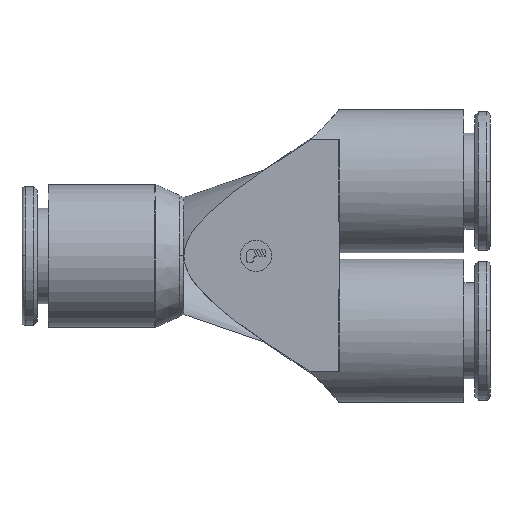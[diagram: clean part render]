
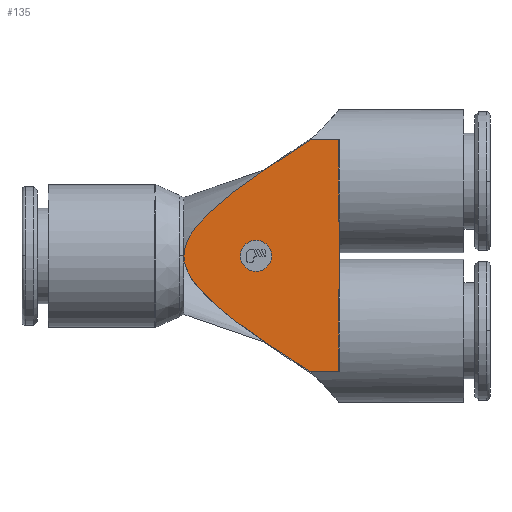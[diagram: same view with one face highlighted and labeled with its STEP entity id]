
A CAD part, top view. The second image highlights one B-rep face of the part: STEP entity #135.
In plain terms, the highlighted planar face has unit normal (0, 0, 1).
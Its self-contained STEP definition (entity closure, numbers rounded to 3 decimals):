
#135=ADVANCED_FACE('',(#345,#346),#347,.T.);
#345=FACE_BOUND('',#580,.T.);
#346=FACE_OUTER_BOUND('',#581,.T.);
#347=PLANE('',#582);
#580=EDGE_LOOP('',(#1323,#1324));
#581=EDGE_LOOP('',(#1325,#1326,#1327,#1328,#1329,#1330,#1331,#1332,#1333,#1334,#1335,#1336,#1337,#1338,#1339));
#582=AXIS2_PLACEMENT_3D('',#1340,#1341,#1342);
#1323=ORIENTED_EDGE('',*,*,#1681,.T.);
#1324=ORIENTED_EDGE('',*,*,#1739,.T.);
#1325=ORIENTED_EDGE('',*,*,#1779,.T.);
#1326=ORIENTED_EDGE('',*,*,#1775,.T.);
#1327=ORIENTED_EDGE('',*,*,#1782,.F.);
#1328=ORIENTED_EDGE('',*,*,#1777,.T.);
#1329=ORIENTED_EDGE('',*,*,#1598,.T.);
#1330=ORIENTED_EDGE('',*,*,#1783,.F.);
#1331=ORIENTED_EDGE('',*,*,#1784,.F.);
#1332=ORIENTED_EDGE('',*,*,#1785,.F.);
#1333=ORIENTED_EDGE('',*,*,#1786,.F.);
#1334=ORIENTED_EDGE('',*,*,#1787,.T.);
#1335=ORIENTED_EDGE('',*,*,#1788,.T.);
#1336=ORIENTED_EDGE('',*,*,#1789,.F.);
#1337=ORIENTED_EDGE('',*,*,#1790,.T.);
#1338=ORIENTED_EDGE('',*,*,#1580,.T.);
#1339=ORIENTED_EDGE('',*,*,#1791,.F.);
#1340=CARTESIAN_POINT('',(26.18,0.,6.55));
#1341=DIRECTION('',(0.0,0.0,1.0));
#1342=DIRECTION('',(0.,-1.0,0.0));
#1580=EDGE_CURVE('',#1912,#1910,#1913,.T.);
#1598=EDGE_CURVE('',#1943,#1941,#1944,.T.);
#1681=EDGE_CURVE('',#2093,#2097,#2099,.T.);
#1739=EDGE_CURVE('',#2097,#2093,#2195,.T.);
#1775=EDGE_CURVE('',#2236,#2234,#2237,.T.);
#1777=EDGE_CURVE('',#2239,#1943,#2240,.T.);
#1779=EDGE_CURVE('',#2242,#2236,#2243,.T.);
#1782=EDGE_CURVE('',#2239,#2234,#2246,.T.);
#1783=EDGE_CURVE('',#2247,#1941,#2248,.T.);
#1784=EDGE_CURVE('',#1843,#2247,#2249,.T.);
#1785=EDGE_CURVE('',#2250,#1843,#2251,.T.);
#1786=EDGE_CURVE('',#2252,#2250,#2253,.T.);
#1787=EDGE_CURVE('',#2252,#2254,#2255,.T.);
#1788=EDGE_CURVE('',#2254,#2256,#2257,.T.);
#1789=EDGE_CURVE('',#2258,#2256,#2259,.T.);
#1790=EDGE_CURVE('',#2258,#1912,#2260,.T.);
#1791=EDGE_CURVE('',#2242,#1910,#2261,.T.);
#1843=VERTEX_POINT('',#2318);
#1910=VERTEX_POINT('',#2491);
#1912=VERTEX_POINT('',#2493);
#1913=B_SPLINE_CURVE_WITH_KNOTS('',3,(#2494,#2495,#2496,#2497,#2498,#2499,#2500,#2501,#2502),.UNSPECIFIED.,.F.,.F.,(4,2,3,4),(-0.182,-0.091,0.0,0.091),.UNSPECIFIED.);
#1941=VERTEX_POINT('',#2585);
#1943=VERTEX_POINT('',#2587);
#1944=B_SPLINE_CURVE_WITH_KNOTS('',3,(#2588,#2589,#2590,#2591,#2592,#2593,#2594,#2595,#2596),.UNSPECIFIED.,.F.,.F.,(4,2,3,4),(-0.182,-0.091,0.0,0.091),.UNSPECIFIED.);
#2093=VERTEX_POINT('',#2798);
#2097=VERTEX_POINT('',#2803);
#2099=CIRCLE('',#2806,1.75);
#2195=CIRCLE('',#2947,1.75);
#2234=VERTEX_POINT('',#3016);
#2236=VERTEX_POINT('',#3018);
#2237=(B_SPLINE_CURVE(2,(#3020,#3021,#3022),.UNSPECIFIED.,.F.,.F.)B_SPLINE_CURVE_WITH_KNOTS((3,3),(0.0,1.328),.UNSPECIFIED.)RATIONAL_B_SPLINE_CURVE((1.0,1.004,1.0))BOUNDED_CURVE()REPRESENTATION_ITEM('')GEOMETRIC_REPRESENTATION_ITEM()CURVE());
#2239=VERTEX_POINT('',#3030);
#2240=(B_SPLINE_CURVE(2,(#3032,#3033,#3034),.UNSPECIFIED.,.F.,.F.)B_SPLINE_CURVE_WITH_KNOTS((3,3),(0.0,1.328),.UNSPECIFIED.)RATIONAL_B_SPLINE_CURVE((1.0,1.004,1.0))BOUNDED_CURVE()REPRESENTATION_ITEM('')GEOMETRIC_REPRESENTATION_ITEM()CURVE());
#2242=VERTEX_POINT('',#3042);
#2243=B_SPLINE_CURVE_WITH_KNOTS('',3,(#3043,#3044,#3045,#3046,#3047,#3048,#3049,#3050,#3051),.UNSPECIFIED.,.F.,.F.,(4,3,2,4),(-0.091,0.0,0.091,0.182),.UNSPECIFIED.);
#2246=LINE('',#3054,#3055);
#2247=VERTEX_POINT('',#3056);
#2248=LINE('',#3057,#3058);
#2249=(B_SPLINE_CURVE(2,(#3060,#3061,#3062,#3063,#3064),.UNSPECIFIED.,.F.,.F.)B_SPLINE_CURVE_WITH_KNOTS((3,2,3),(0.0,23.347,46.693),.UNSPECIFIED.)RATIONAL_B_SPLINE_CURVE((1.0,1.323,1.0,1.323,1.0))BOUNDED_CURVE()REPRESENTATION_ITEM('')GEOMETRIC_REPRESENTATION_ITEM()CURVE());
#2250=VERTEX_POINT('',#3071);
#2251=(B_SPLINE_CURVE(2,(#3073,#3074,#3075,#3076,#3077),.UNSPECIFIED.,.F.,.F.)B_SPLINE_CURVE_WITH_KNOTS((3,2,3),(0.0,23.347,46.693),.UNSPECIFIED.)RATIONAL_B_SPLINE_CURVE((1.0,1.323,1.0,1.323,1.0))BOUNDED_CURVE()REPRESENTATION_ITEM('')GEOMETRIC_REPRESENTATION_ITEM()CURVE());
#2252=VERTEX_POINT('',#3084);
#2253=LINE('',#3085,#3086);
#2254=VERTEX_POINT('',#3087);
#2255=B_SPLINE_CURVE_WITH_KNOTS('',3,(#3088,#3089,#3090,#3091,#3092,#3093,#3094,#3095,#3096),.UNSPECIFIED.,.F.,.F.,(4,3,2,4),(-0.091,0.0,0.091,0.182),.UNSPECIFIED.);
#2256=VERTEX_POINT('',#3097);
#2257=(B_SPLINE_CURVE(2,(#3099,#3100,#3101),.UNSPECIFIED.,.F.,.F.)B_SPLINE_CURVE_WITH_KNOTS((3,3),(0.0,1.323),.UNSPECIFIED.)RATIONAL_B_SPLINE_CURVE((1.0,1.004,1.0))BOUNDED_CURVE()REPRESENTATION_ITEM('')GEOMETRIC_REPRESENTATION_ITEM()CURVE());
#2258=VERTEX_POINT('',#3108);
#2259=LINE('',#3109,#3110);
#2260=(B_SPLINE_CURVE(2,(#3112,#3113,#3114),.UNSPECIFIED.,.F.,.F.)B_SPLINE_CURVE_WITH_KNOTS((3,3),(0.0,1.323),.UNSPECIFIED.)RATIONAL_B_SPLINE_CURVE((1.0,1.004,1.0))BOUNDED_CURVE()REPRESENTATION_ITEM('')GEOMETRIC_REPRESENTATION_ITEM()CURVE());
#2261=LINE('',#3121,#3122);
#2318=CARTESIAN_POINT('',(18.12,0.,6.55));
#2491=CARTESIAN_POINT('',(35.53,-3.78,6.55));
#2493=CARTESIAN_POINT('',(35.425,-3.796,6.55));
#2494=CARTESIAN_POINT('',(35.346,-3.83,6.55));
#2495=CARTESIAN_POINT('',(35.373,-3.815,6.55));
#2496=CARTESIAN_POINT('',(35.403,-3.802,6.55));
#2497=CARTESIAN_POINT('',(35.467,-3.784,6.55));
#2498=CARTESIAN_POINT('',(35.5,-3.78,6.55));
#2499=CARTESIAN_POINT('',(35.53,-3.78,6.55));
#2500=CARTESIAN_POINT('',(35.56,-3.78,6.55));
#2501=CARTESIAN_POINT('',(35.593,-3.784,6.55));
#2502=CARTESIAN_POINT('',(35.625,-3.793,6.55));
#2585=CARTESIAN_POINT('',(35.53,12.97,6.55));
#2587=CARTESIAN_POINT('',(35.425,12.954,6.55));
#2588=CARTESIAN_POINT('',(35.346,12.92,6.55));
#2589=CARTESIAN_POINT('',(35.373,12.935,6.55));
#2590=CARTESIAN_POINT('',(35.403,12.948,6.55));
#2591=CARTESIAN_POINT('',(35.467,12.966,6.55));
#2592=CARTESIAN_POINT('',(35.5,12.97,6.55));
#2593=CARTESIAN_POINT('',(35.53,12.97,6.55));
#2594=CARTESIAN_POINT('',(35.56,12.97,6.55));
#2595=CARTESIAN_POINT('',(35.593,12.966,6.55));
#2596=CARTESIAN_POINT('',(35.625,12.957,6.55));
#2798=CARTESIAN_POINT('',(27.93,0.0,6.55));
#2803=CARTESIAN_POINT('',(24.43,0.,6.55));
#2806=AXIS2_PLACEMENT_3D('',#3558,#3559,#3560);
#2947=AXIS2_PLACEMENT_3D('',#3642,#3643,#3644);
#3016=CARTESIAN_POINT('',(35.53,5.115,6.55));
#3018=CARTESIAN_POINT('',(35.425,3.796,6.55));
#3020=CARTESIAN_POINT('',(35.425,3.796,6.55));
#3021=CARTESIAN_POINT('',(35.487,4.487,6.55));
#3022=CARTESIAN_POINT('',(35.53,5.12,6.55));
#3030=CARTESIAN_POINT('',(35.53,11.635,6.55));
#3032=CARTESIAN_POINT('',(35.53,11.63,6.55));
#3033=CARTESIAN_POINT('',(35.487,12.263,6.55));
#3034=CARTESIAN_POINT('',(35.425,12.954,6.55));
#3042=CARTESIAN_POINT('',(35.53,3.78,6.55));
#3043=CARTESIAN_POINT('',(35.625,3.793,6.55));
#3044=CARTESIAN_POINT('',(35.593,3.784,6.55));
#3045=CARTESIAN_POINT('',(35.56,3.78,6.55));
#3046=CARTESIAN_POINT('',(35.53,3.78,6.55));
#3047=CARTESIAN_POINT('',(35.5,3.78,6.55));
#3048=CARTESIAN_POINT('',(35.467,3.784,6.55));
#3049=CARTESIAN_POINT('',(35.403,3.802,6.55));
#3050=CARTESIAN_POINT('',(35.373,3.815,6.55));
#3051=CARTESIAN_POINT('',(35.346,3.83,6.55));
#3054=CARTESIAN_POINT('',(35.53,-4.094,6.55));
#3055=VECTOR('',#3753,1.0);
#3056=CARTESIAN_POINT('',(32.259,12.97,6.55));
#3057=CARTESIAN_POINT('',(26.825,12.97,6.55));
#3058=VECTOR('',#3754,1.0);
#3060=CARTESIAN_POINT('',(35.53,-15.009,6.55));
#3061=CARTESIAN_POINT('',(18.12,-4.288,6.55));
#3062=CARTESIAN_POINT('',(18.12,0.,6.55));
#3063=CARTESIAN_POINT('',(18.12,4.288,6.55));
#3064=CARTESIAN_POINT('',(35.53,15.009,6.55));
#3071=CARTESIAN_POINT('',(32.259,-12.97,6.55));
#3073=CARTESIAN_POINT('',(35.53,-15.009,6.55));
#3074=CARTESIAN_POINT('',(18.12,-4.288,6.55));
#3075=CARTESIAN_POINT('',(18.12,0.,6.55));
#3076=CARTESIAN_POINT('',(18.12,4.288,6.55));
#3077=CARTESIAN_POINT('',(35.53,15.009,6.55));
#3084=CARTESIAN_POINT('',(35.53,-12.97,6.55));
#3085=CARTESIAN_POINT('',(26.825,-12.97,6.55));
#3086=VECTOR('',#3755,1.0);
#3087=CARTESIAN_POINT('',(35.425,-12.954,6.55));
#3088=CARTESIAN_POINT('',(35.625,-12.957,6.55));
#3089=CARTESIAN_POINT('',(35.593,-12.966,6.55));
#3090=CARTESIAN_POINT('',(35.56,-12.97,6.55));
#3091=CARTESIAN_POINT('',(35.53,-12.97,6.55));
#3092=CARTESIAN_POINT('',(35.5,-12.97,6.55));
#3093=CARTESIAN_POINT('',(35.467,-12.966,6.55));
#3094=CARTESIAN_POINT('',(35.403,-12.948,6.55));
#3095=CARTESIAN_POINT('',(35.373,-12.935,6.55));
#3096=CARTESIAN_POINT('',(35.346,-12.92,6.55));
#3097=CARTESIAN_POINT('',(35.53,-11.635,6.55));
#3099=CARTESIAN_POINT('',(35.425,-12.954,6.55));
#3100=CARTESIAN_POINT('',(35.486,-12.266,6.55));
#3101=CARTESIAN_POINT('',(35.53,-11.635,6.55));
#3108=CARTESIAN_POINT('',(35.53,-5.115,6.55));
#3109=CARTESIAN_POINT('',(35.53,-4.094,6.55));
#3110=VECTOR('',#3756,1.0);
#3112=CARTESIAN_POINT('',(35.53,-5.115,6.55));
#3113=CARTESIAN_POINT('',(35.486,-4.484,6.55));
#3114=CARTESIAN_POINT('',(35.425,-3.796,6.55));
#3121=CARTESIAN_POINT('',(35.53,-4.094,6.55));
#3122=VECTOR('',#3757,1.0);
#3558=CARTESIAN_POINT('',(26.18,0.0,6.55));
#3559=DIRECTION('',(0.0,0.0,-1.0));
#3560=DIRECTION('',(1.0,0.0,0.0));
#3642=CARTESIAN_POINT('',(26.18,0.0,6.55));
#3643=DIRECTION('',(0.0,0.0,-1.0));
#3644=DIRECTION('',(1.0,0.0,0.0));
#3753=DIRECTION('',(0.,-1.0,0.0));
#3754=DIRECTION('',(1.0,0.,0.0));
#3755=DIRECTION('',(-1.0,0.,-0.0));
#3756=DIRECTION('',(0.,-1.0,0.0));
#3757=DIRECTION('',(0.,-1.0,0.0));
